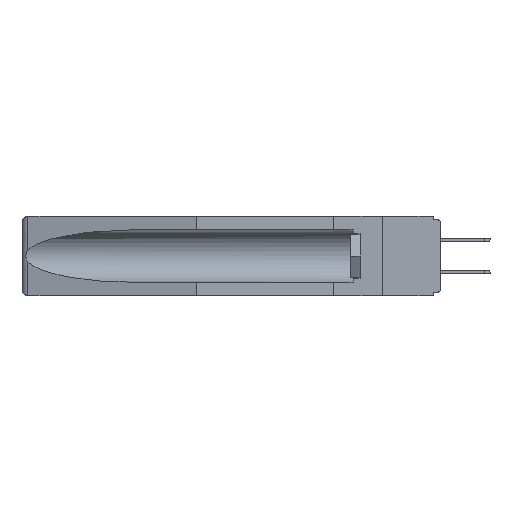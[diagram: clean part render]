
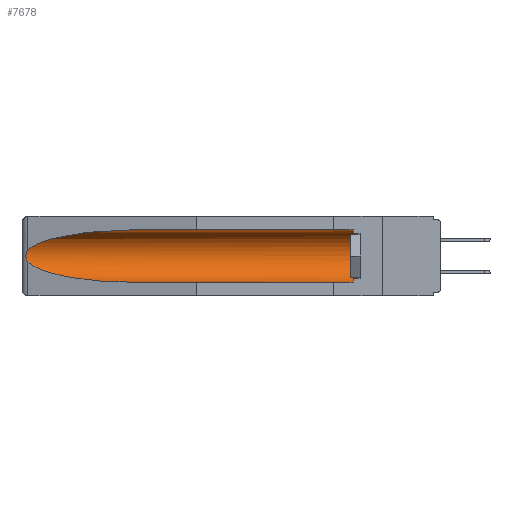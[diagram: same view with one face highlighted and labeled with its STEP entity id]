
A CAD part, left-side view. The second image highlights one B-rep face of the part: STEP entity #7678.
In plain terms, the highlighted cylindrical face has radius 2.857 mm (diameter 5.715 mm), a partial arc.
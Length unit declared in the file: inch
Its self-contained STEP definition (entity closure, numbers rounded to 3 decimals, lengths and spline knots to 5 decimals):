
#206 = CARTESIAN_POINT ( 'NONE',  ( 0.155, 1.07973, -0.059 ) ) ;
#240 = CARTESIAN_POINT ( 'NONE',  ( 0.155, 1.07973, -0.059 ) ) ;
#394 = CARTESIAN_POINT ( 'NONE',  ( 0.26537, 1.52718, -0.14972 ) ) ;
#753 = CARTESIAN_POINT ( 'NONE',  ( 0.155, -0.30754, -0.059 ) ) ;
#817 = CARTESIAN_POINT ( 'NONE',  ( 0.26654, 1.53092, -0.15636 ) ) ;
#881 = CARTESIAN_POINT ( 'NONE',  ( 0.26597, 1.5296, -0.19026 ) ) ;
#1960 = VERTEX_POINT ( 'NONE', #10897 ) ;
#2135 = ORIENTED_EDGE ( 'NONE', *, *, #6825, .T. ) ;
#2534 = CARTESIAN_POINT ( 'NONE',  ( 0.26537, 1.52718, -0.19328 ) ) ;
#2630 = DIRECTION ( 'NONE',  ( 0., 1., 0. ) ) ;
#2855 = CARTESIAN_POINT ( 'NONE',  ( 0.155, 1.07973, -0.284 ) ) ;
#3281 = ORIENTED_EDGE ( 'NONE', *, *, #17602, .T. ) ;
#3596 = EDGE_CURVE ( 'NONE', #8356, #6492, #22106, .T. ) ;
#4197 = DIRECTION ( 'NONE',  ( 0., -1., 0. ) ) ;
#4262 = CARTESIAN_POINT ( 'NONE',  ( 0.26537, 1.52718, -0.14972 ) ) ;
#4415 = CARTESIAN_POINT ( 'NONE',  ( 0.21114, 1.30732, -0.284 ) ) ;
#4576 = CARTESIAN_POINT ( 'NONE',  ( 0.2673, 1.53269, -0.17917 ) ) ;
#4721 = CARTESIAN_POINT ( 'NONE',  ( 0.26537, 1.52718, -0.19328 ) ) ;
#5249 = CARTESIAN_POINT ( 'NONE',  ( 0.155, 1.07973, -0.284 ) ) ;
#5875 = CARTESIAN_POINT ( 'NONE',  ( 0.155, 0.126, -0.1715 ) ) ;
#6441 = ORIENTED_EDGE ( 'NONE', *, *, #14502, .T. ) ;
#6492 = VERTEX_POINT ( 'NONE', #5249 ) ;
#6694 = CYLINDRICAL_SURFACE ( 'NONE', #21501, 0.1125 ) ;
#6825 = EDGE_CURVE ( 'NONE', #12455, #8356, #17967, .T. ) ;
#7678 = ADVANCED_FACE ( 'NONE', ( #18280 ), #6694, .F. ) ;
#7751 = VECTOR ( 'NONE', #12815, 39.37008 ) ;
#7922 = CARTESIAN_POINT ( 'NONE',  ( 0.25451, 1.48313, -0.24835 ) ) ;
#8011 = VERTEX_POINT ( 'NONE', #20605 ) ;
#8013 = DIRECTION ( 'NONE',  ( 0., 0., 1. ) ) ;
#8356 = VERTEX_POINT ( 'NONE', #19382 ) ;
#8590 = LINE ( 'NONE', #753, #7751 ) ;
#10897 = CARTESIAN_POINT ( 'NONE',  ( 0.155, 0.126, -0.059 ) ) ;
#11001 = CARTESIAN_POINT ( 'NONE',  ( 0.26537, 1.52718, -0.14972 ) ) ;
#11072 = CARTESIAN_POINT ( 'NONE',  ( 0.25451, 1.48313, -0.09465 ) ) ;
#11258 = CARTESIAN_POINT ( 'NONE',  ( 0.26655, 1.53094, -0.18657 ) ) ;
#11275 = CARTESIAN_POINT ( 'NONE',  ( 0.155, -0.30754, -0.1715 ) ) ;
#11402 = CARTESIAN_POINT ( 'NONE',  ( 0.26597, 1.52961, -0.15275 ) ) ;
#11743 = VECTOR ( 'NONE', #20423, 39.37008 ) ;
#12455 = VERTEX_POINT ( 'NONE', #394 ) ;
#12531 = CARTESIAN_POINT ( 'NONE',  ( 0.21114, 1.30732, -0.059 ) ) ;
#12815 = DIRECTION ( 'NONE',  ( 0., 1., 0. ) ) ;
#12987 = ORIENTED_EDGE ( 'NONE', *, *, #17538, .T. ) ;
#13126 = DIRECTION ( 'NONE',  ( 0., 0., 1. ) ) ;
#14000 = EDGE_LOOP ( 'NONE', ( #6441, #2135, #14831, #14934, #12987, #3281 ) ) ;
#14502 = EDGE_CURVE ( 'NONE', #15970, #12455, #22677, .T. ) ;
#14831 = ORIENTED_EDGE ( 'NONE', *, *, #3596, .T. ) ;
#14934 = ORIENTED_EDGE ( 'NONE', *, *, #15798, .F. ) ;
#15798 = EDGE_CURVE ( 'NONE', #8011, #6492, #17259, .T. ) ;
#15970 = VERTEX_POINT ( 'NONE', #206 ) ;
#16549 = CARTESIAN_POINT ( 'NONE',  ( 0.2673, 1.5327, -0.16383 ) ) ;
#16824 = CARTESIAN_POINT ( 'NONE',  ( 0.155, -0.30754, -0.284 ) ) ;
#16866 = CIRCLE ( 'NONE', #18720, 0.1125 ) ;
#17259 = LINE ( 'NONE', #16824, #11743 ) ;
#17538 = EDGE_CURVE ( 'NONE', #8011, #1960, #16866, .T. ) ;
#17602 = EDGE_CURVE ( 'NONE', #1960, #15970, #8590, .T. ) ;
#17967 = B_SPLINE_CURVE_WITH_KNOTS ( 'NONE', 3,
 ( #4262, #11402, #817, #16549, #18655, #20291, #4576, #11258, #881, #2534 ),
 .UNSPECIFIED., .F., .F.,
 ( 4, 2, 2, 2, 4 ),
 ( 0., 0.00029, 0.00058, 0.00087, 0.00117 ),
 .UNSPECIFIED. ) ;
#18280 = FACE_OUTER_BOUND ( 'NONE', #14000, .T. ) ;
#18655 = CARTESIAN_POINT ( 'NONE',  ( 0.2675, 1.53308, -0.16763 ) ) ;
#18720 = AXIS2_PLACEMENT_3D ( 'NONE', #5875, #4197, #13126 ) ;
#19382 = CARTESIAN_POINT ( 'NONE',  ( 0.26537, 1.52718, -0.19328 ) ) ;
#20291 = CARTESIAN_POINT ( 'NONE',  ( 0.2675, 1.53308, -0.17534 ) ) ;
#20423 = DIRECTION ( 'NONE',  ( 0., 1., 0. ) ) ;
#20605 = CARTESIAN_POINT ( 'NONE',  ( 0.155, 0.126, -0.284 ) ) ;
#21501 = AXIS2_PLACEMENT_3D ( 'NONE', #11275, #2630, #8013 ) ;
#22106 =( BOUNDED_CURVE ( )  B_SPLINE_CURVE ( 3, ( #4721, #7922, #4415, #2855 ),
 .UNSPECIFIED., .F., .F. ) 
 B_SPLINE_CURVE_WITH_KNOTS ( ( 4, 4 ),
 ( 0.1948, 1.5708 ),
 .UNSPECIFIED. ) 
 CURVE ( )  GEOMETRIC_REPRESENTATION_ITEM ( )  RATIONAL_B_SPLINE_CURVE ( ( 1., 0.848, 0.848, 1. ) ) 
 REPRESENTATION_ITEM ( '' )  );
#22677 =( BOUNDED_CURVE ( )  B_SPLINE_CURVE ( 3, ( #240, #12531, #11072, #11001 ),
 .UNSPECIFIED., .F., .F. ) 
 B_SPLINE_CURVE_WITH_KNOTS ( ( 4, 4 ),
 ( 4.71239, 6.08839 ),
 .UNSPECIFIED. ) 
 CURVE ( )  GEOMETRIC_REPRESENTATION_ITEM ( )  RATIONAL_B_SPLINE_CURVE ( ( 1., 0.848, 0.848, 1. ) ) 
 REPRESENTATION_ITEM ( '' )  );
